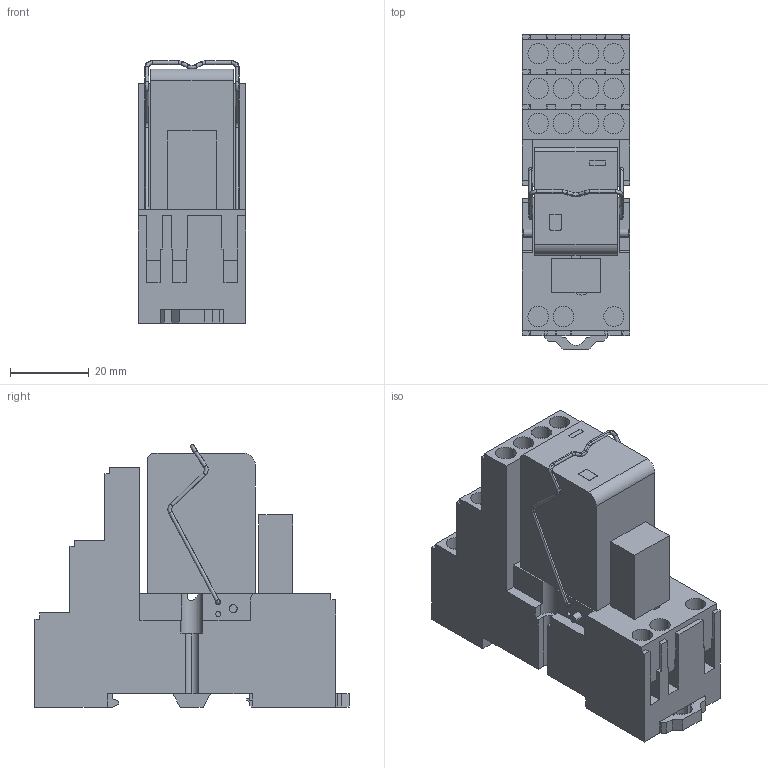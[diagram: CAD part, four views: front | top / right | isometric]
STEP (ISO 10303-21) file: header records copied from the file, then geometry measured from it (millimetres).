
FILE_DESCRIPTION(('CATIA V5R24 STEP','CAx-IF Rec.Pracs.--- Model Styling and Organization---1.2---2011-12-15'),'2;1');
FILE_NAME ('7110911_7', '2018-01-23T13:08:55+00:00', ('Weidmueller Interface'), ('Weidmueller'), 'CATIA Version 5-6 Release 2014 SP4', 'CATIA V5 STEP AP214', 'none');
FILE_SCHEMA(('AUTOMOTIVE_DESIGN { 1 0 10303 214 1 1 1 1 }'));
Length unit declared in the file: millimetre
Products named in the file (1): 1542410000
Bounding box: 27.2 x 79.85 x 66.76 mm (x, y, z)
Volume: 82682.6 mm3; surface area: 25452.4 mm2
Topology: 19 solids, 19 shells, 569 faces, 1474 edges, 987 vertices
Faces by surface type: plane 446, cylinder 93, torus 22, extrusion 8
Entity records: 16469 total; most frequent: CARTESIAN_POINT 3237, ORIENTED_EDGE 2948, DIRECTION 1927, EDGE_CURVE 1474, VECTOR 1188, LINE 1180, VERTEX_POINT 987, EDGE_LOOP 615
